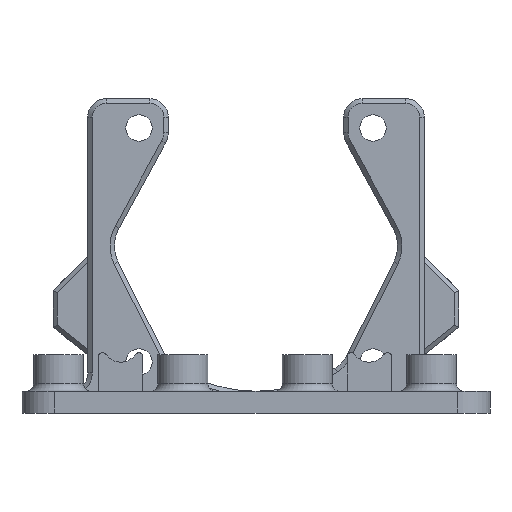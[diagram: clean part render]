
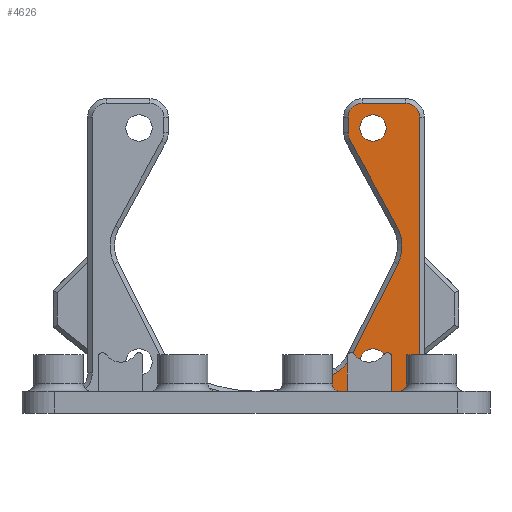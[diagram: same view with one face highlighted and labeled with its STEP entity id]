
A CAD part, front view. The second image highlights one B-rep face of the part: STEP entity #4626.
In plain terms, the highlighted planar face has unit normal (0, -1, 0).
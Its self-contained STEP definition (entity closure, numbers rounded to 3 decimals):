
#206=FACE_BOUND('',#1728,.T.);
#207=FACE_BOUND('',#1729,.T.);
#237=LINE('',#6667,#660);
#473=LINE('',#7437,#896);
#477=LINE('',#7449,#900);
#481=LINE('',#7461,#904);
#484=LINE('',#7472,#907);
#488=LINE('',#7484,#911);
#660=VECTOR('',#5227,10.);
#896=VECTOR('',#5971,10.);
#900=VECTOR('',#5983,10.);
#904=VECTOR('',#5995,10.);
#907=VECTOR('',#6006,10.);
#911=VECTOR('',#6018,10.);
#1176=PLANE('',#5104);
#1418=FACE_OUTER_BOUND('',#1727,.T.);
#1727=EDGE_LOOP('',(#4148,#4149,#4150,#4151,#4152,#4153,#4154,#4155,#4156,
#4157,#4158,#4159,#4160));
#1728=EDGE_LOOP('',(#4161));
#1729=EDGE_LOOP('',(#4162));
#1914=CIRCLE('',#4953,3.1);
#1916=CIRCLE('',#4957,1.9);
#1918=CIRCLE('',#4961,1.9);
#1920=CIRCLE('',#4965,2.4);
#1922=CIRCLE('',#4969,5.6);
#1924=CIRCLE('',#4973,5.6);
#1925=CIRCLE('',#4975,20.6);
#1975=CIRCLE('',#5105,1.8);
#1976=CIRCLE('',#5106,1.8);
#2035=VERTEX_POINT('',#6662);
#2036=VERTEX_POINT('',#6666);
#2287=VERTEX_POINT('',#7429);
#2289=VERTEX_POINT('',#7435);
#2291=VERTEX_POINT('',#7441);
#2293=VERTEX_POINT('',#7447);
#2295=VERTEX_POINT('',#7453);
#2297=VERTEX_POINT('',#7459);
#2299=VERTEX_POINT('',#7465);
#2301=VERTEX_POINT('',#7470);
#2303=VERTEX_POINT('',#7477);
#2305=VERTEX_POINT('',#7482);
#2307=VERTEX_POINT('',#7489);
#2383=VERTEX_POINT('',#7810);
#2384=VERTEX_POINT('',#7812);
#2448=EDGE_CURVE('',#2035,#2036,#237,.T.);
#2815=EDGE_CURVE('',#2287,#2035,#1914,.T.);
#2818=EDGE_CURVE('',#2289,#2287,#473,.T.);
#2821=EDGE_CURVE('',#2291,#2289,#1916,.T.);
#2824=EDGE_CURVE('',#2293,#2291,#477,.T.);
#2827=EDGE_CURVE('',#2295,#2293,#1918,.T.);
#2830=EDGE_CURVE('',#2297,#2295,#481,.T.);
#2833=EDGE_CURVE('',#2299,#2297,#1920,.T.);
#2835=EDGE_CURVE('',#2301,#2299,#484,.T.);
#2839=EDGE_CURVE('',#2303,#2301,#1922,.T.);
#2841=EDGE_CURVE('',#2305,#2303,#488,.T.);
#2845=EDGE_CURVE('',#2307,#2305,#1924,.T.);
#2846=EDGE_CURVE('',#2036,#2307,#1925,.T.);
#3002=EDGE_CURVE('',#2383,#2383,#1975,.T.);
#3003=EDGE_CURVE('',#2384,#2384,#1976,.T.);
#4148=ORIENTED_EDGE('',*,*,#2846,.F.);
#4149=ORIENTED_EDGE('',*,*,#2448,.F.);
#4150=ORIENTED_EDGE('',*,*,#2815,.F.);
#4151=ORIENTED_EDGE('',*,*,#2818,.F.);
#4152=ORIENTED_EDGE('',*,*,#2821,.F.);
#4153=ORIENTED_EDGE('',*,*,#2824,.F.);
#4154=ORIENTED_EDGE('',*,*,#2827,.F.);
#4155=ORIENTED_EDGE('',*,*,#2830,.F.);
#4156=ORIENTED_EDGE('',*,*,#2833,.F.);
#4157=ORIENTED_EDGE('',*,*,#2835,.F.);
#4158=ORIENTED_EDGE('',*,*,#2839,.F.);
#4159=ORIENTED_EDGE('',*,*,#2841,.F.);
#4160=ORIENTED_EDGE('',*,*,#2845,.F.);
#4161=ORIENTED_EDGE('',*,*,#3002,.F.);
#4162=ORIENTED_EDGE('',*,*,#3003,.F.);
#4626=ADVANCED_FACE('',(#1418,#206,#207),#1176,.F.);
#4953=AXIS2_PLACEMENT_3D('',#7431,#5965,#5966);
#4957=AXIS2_PLACEMENT_3D('',#7443,#5977,#5978);
#4961=AXIS2_PLACEMENT_3D('',#7455,#5989,#5990);
#4965=AXIS2_PLACEMENT_3D('',#7467,#6001,#6002);
#4969=AXIS2_PLACEMENT_3D('',#7479,#6013,#6014);
#4973=AXIS2_PLACEMENT_3D('',#7491,#6025,#6026);
#4975=AXIS2_PLACEMENT_3D('',#7493,#6029,#6030);
#5104=AXIS2_PLACEMENT_3D('',#7809,#6387,#6388);
#5105=AXIS2_PLACEMENT_3D('',#7811,#6389,#6390);
#5106=AXIS2_PLACEMENT_3D('',#7813,#6391,#6392);
#5227=DIRECTION('',(-1.,0.,0.));
#5965=DIRECTION('center_axis',(0.,-1.,0.));
#5966=DIRECTION('ref_axis',(-0.707,0.,-0.707));
#5971=DIRECTION('',(0.,0.,-1.));
#5977=DIRECTION('center_axis',(0.,1.,0.));
#5978=DIRECTION('ref_axis',(0.707,0.,0.707));
#5983=DIRECTION('',(1.,0.,0.));
#5989=DIRECTION('center_axis',(0.,1.,0.));
#5990=DIRECTION('ref_axis',(-0.707,0.,0.707));
#5995=DIRECTION('',(0.,0.,1.));
#6001=DIRECTION('center_axis',(0.,1.,0.));
#6002=DIRECTION('ref_axis',(-0.969,0.,-0.248));
#6006=DIRECTION('',(-0.48,0.,0.877));
#6013=DIRECTION('center_axis',(0.,-1.,0.));
#6014=DIRECTION('ref_axis',(1.,0.,0.018));
#6018=DIRECTION('',(0.447,0.,0.894));
#6025=DIRECTION('center_axis',(0.,-1.,0.));
#6026=DIRECTION('ref_axis',(0.744,0.,-0.668));
#6029=DIRECTION('center_axis',(0.,-1.,0.));
#6030=DIRECTION('ref_axis',(0.6,0.,-0.8));
#6387=DIRECTION('center_axis',(0.,1.,0.));
#6388=DIRECTION('ref_axis',(1.,0.,0.));
#6389=DIRECTION('center_axis',(0.,-1.,0.));
#6390=DIRECTION('ref_axis',(1.,0.,0.));
#6391=DIRECTION('center_axis',(0.,-1.,0.));
#6392=DIRECTION('ref_axis',(1.,0.,0.));
#6662=CARTESIAN_POINT('',(-13.833,110.25,11.));
#6666=CARTESIAN_POINT('',(-32.564,110.25,11.));
#6667=CARTESIAN_POINT('',(-31.75,110.25,11.));
#7429=CARTESIAN_POINT('',(-15.1,110.25,13.5));
#7431=CARTESIAN_POINT('Origin',(-12.,110.25,13.5));
#7435=CARTESIAN_POINT('',(-15.1,110.25,48.5));
#7437=CARTESIAN_POINT('',(-15.1,110.25,41.));
#7441=CARTESIAN_POINT('',(-17.,110.25,50.4));
#7443=CARTESIAN_POINT('Origin',(-17.,110.25,48.5));
#7447=CARTESIAN_POINT('',(-23.,110.25,50.4));
#7449=CARTESIAN_POINT('',(-25.75,110.25,50.4));
#7453=CARTESIAN_POINT('',(-24.9,110.25,48.5));
#7455=CARTESIAN_POINT('Origin',(-23.,110.25,48.5));
#7459=CARTESIAN_POINT('',(-24.9,110.25,46.394));
#7461=CARTESIAN_POINT('',(-24.9,110.25,38.313));
#7465=CARTESIAN_POINT('',(-24.606,110.25,45.242));
#7467=CARTESIAN_POINT('Origin',(-22.5,110.25,46.394));
#7470=CARTESIAN_POINT('',(-18.229,110.25,33.583));
#7472=CARTESIAN_POINT('',(-17.952,110.25,33.077));
#7477=CARTESIAN_POINT('',(-18.133,110.25,28.392));
#7479=CARTESIAN_POINT('Origin',(-23.142,110.25,30.896));
#7482=CARTESIAN_POINT('',(-24.395,110.25,15.868));
#7484=CARTESIAN_POINT('',(-21.813,110.25,21.032));
#7489=CARTESIAN_POINT('',(-26.381,110.25,13.658));
#7491=CARTESIAN_POINT('Origin',(-29.404,110.25,18.373));
#7493=CARTESIAN_POINT('Origin',(-37.5,110.25,31.));
#7809=CARTESIAN_POINT('Origin',(-26.,110.25,31.));
#7810=CARTESIAN_POINT('',(-23.3,110.25,47.));
#7811=CARTESIAN_POINT('Origin',(-21.5,110.25,47.));
#7812=CARTESIAN_POINT('',(-23.3,110.25,15.));
#7813=CARTESIAN_POINT('Origin',(-21.5,110.25,15.));
